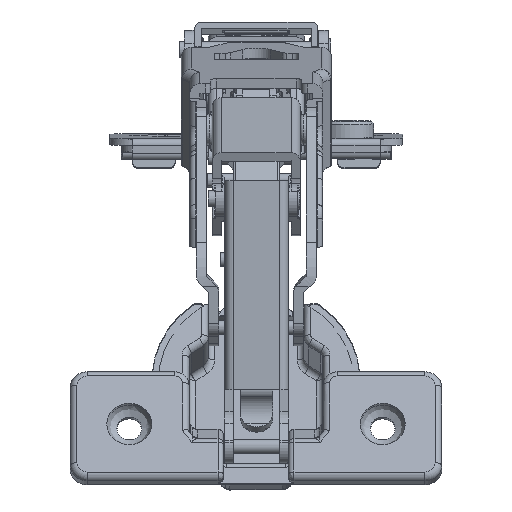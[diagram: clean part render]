
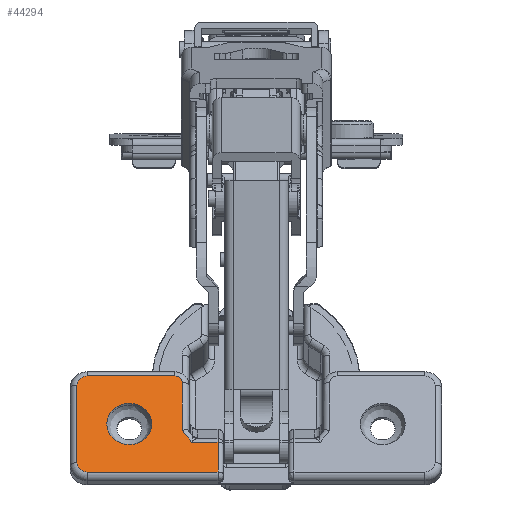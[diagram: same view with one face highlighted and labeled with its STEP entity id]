
A CAD part, top view. The second image highlights one B-rep face of the part: STEP entity #44294.
In plain terms, the highlighted face is planar.
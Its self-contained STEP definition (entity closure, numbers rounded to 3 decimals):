
#655=FACE_BOUND('',#8066,.T.);
#1326=PLANE('',#49125);
#5324=FACE_OUTER_BOUND('',#8065,.T.);
#8065=EDGE_LOOP('',(#37914,#37915,#37916,#37917,#37918,#37919,#37920,#37921,
#37922,#37923));
#8066=EDGE_LOOP('',(#37924));
#11178=LINE('',#87647,#14674);
#11179=LINE('',#87649,#14675);
#11180=LINE('',#87651,#14676);
#11181=LINE('',#87653,#14677);
#11182=LINE('',#87655,#14678);
#11183=LINE('',#87659,#14679);
#11184=LINE('',#87663,#14680);
#14674=VECTOR('',#59805,1000.);
#14675=VECTOR('',#59806,1000.);
#14676=VECTOR('',#59807,1000.);
#14677=VECTOR('',#59808,1000.);
#14678=VECTOR('',#59809,1000.);
#14679=VECTOR('',#59812,1000.);
#14680=VECTOR('',#59815,1000.);
#17714=CIRCLE('',#49061,4.);
#17754=CIRCLE('',#49126,1.3);
#17755=CIRCLE('',#49127,1.8);
#17756=CIRCLE('',#49128,1.8);
#21170=VERTEX_POINT('',#86678);
#21278=VERTEX_POINT('',#87645);
#21279=VERTEX_POINT('',#87646);
#21280=VERTEX_POINT('',#87648);
#21281=VERTEX_POINT('',#87650);
#21282=VERTEX_POINT('',#87652);
#21283=VERTEX_POINT('',#87654);
#21284=VERTEX_POINT('',#87656);
#21285=VERTEX_POINT('',#87658);
#21286=VERTEX_POINT('',#87660);
#21287=VERTEX_POINT('',#87662);
#26899=EDGE_CURVE('',#21170,#21170,#17714,.T.);
#27029=EDGE_CURVE('',#21278,#21279,#11178,.T.);
#27030=EDGE_CURVE('',#21279,#21280,#11179,.T.);
#27031=EDGE_CURVE('',#21280,#21281,#11180,.T.);
#27032=EDGE_CURVE('',#21281,#21282,#11181,.T.);
#27033=EDGE_CURVE('',#21282,#21283,#11182,.T.);
#27034=EDGE_CURVE('',#21283,#21284,#17754,.T.);
#27035=EDGE_CURVE('',#21284,#21285,#11183,.T.);
#27036=EDGE_CURVE('',#21285,#21286,#17755,.T.);
#27037=EDGE_CURVE('',#21286,#21287,#11184,.T.);
#27038=EDGE_CURVE('',#21287,#21278,#17756,.T.);
#37914=ORIENTED_EDGE('',*,*,#27029,.T.);
#37915=ORIENTED_EDGE('',*,*,#27030,.T.);
#37916=ORIENTED_EDGE('',*,*,#27031,.T.);
#37917=ORIENTED_EDGE('',*,*,#27032,.T.);
#37918=ORIENTED_EDGE('',*,*,#27033,.T.);
#37919=ORIENTED_EDGE('',*,*,#27034,.T.);
#37920=ORIENTED_EDGE('',*,*,#27035,.T.);
#37921=ORIENTED_EDGE('',*,*,#27036,.T.);
#37922=ORIENTED_EDGE('',*,*,#27037,.T.);
#37923=ORIENTED_EDGE('',*,*,#27038,.T.);
#37924=ORIENTED_EDGE('',*,*,#26899,.T.);
#44294=ADVANCED_FACE('',(#5324,#655),#1326,.T.);
#49061=AXIS2_PLACEMENT_3D('',#86679,#59623,#59624);
#49125=AXIS2_PLACEMENT_3D('',#87644,#59803,#59804);
#49126=AXIS2_PLACEMENT_3D('',#87657,#59810,#59811);
#49127=AXIS2_PLACEMENT_3D('',#87661,#59813,#59814);
#49128=AXIS2_PLACEMENT_3D('',#87664,#59816,#59817);
#59623=DIRECTION('center_axis',(0.,0.,-1.));
#59624=DIRECTION('ref_axis',(-1.,0.,0.));
#59803=DIRECTION('center_axis',(0.,0.,1.));
#59804=DIRECTION('ref_axis',(1.,0.,0.));
#59805=DIRECTION('',(1.,0.,0.));
#59806=DIRECTION('',(0.,1.,0.));
#59807=DIRECTION('',(-1.,0.,0.));
#59808=DIRECTION('',(-0.599,0.801,0.));
#59809=DIRECTION('',(0.,1.,0.));
#59810=DIRECTION('center_axis',(0.,0.,1.));
#59811=DIRECTION('ref_axis',(1.,0.,0.));
#59812=DIRECTION('',(-1.,0.,0.));
#59813=DIRECTION('center_axis',(0.,0.,1.));
#59814=DIRECTION('ref_axis',(1.,0.,0.));
#59815=DIRECTION('',(0.,-1.,0.));
#59816=DIRECTION('center_axis',(0.,0.,1.));
#59817=DIRECTION('ref_axis',(1.,0.,0.));
#86678=CARTESIAN_POINT('',(-18.499,-9.5,-53.343));
#86679=CARTESIAN_POINT('Origin',(-22.499,-9.5,-53.343));
#87644=CARTESIAN_POINT('Origin',(348.347,-22.042,-53.343));
#87645=CARTESIAN_POINT('',(-30.,-18.8,-53.343));
#87646=CARTESIAN_POINT('',(-6.75,-18.8,-53.343));
#87647=CARTESIAN_POINT('',(348.347,-18.8,-53.343));
#87648=CARTESIAN_POINT('',(-6.75,-13.039,-53.343));
#87649=CARTESIAN_POINT('',(-6.75,-13.039,-53.343));
#87650=CARTESIAN_POINT('',(-11.397,-13.039,-53.343));
#87651=CARTESIAN_POINT('',(-10.9,-13.039,-53.343));
#87652=CARTESIAN_POINT('',(-13.1,-10.76,-53.343));
#87653=CARTESIAN_POINT('',(-12.477,-11.594,-53.343));
#87654=CARTESIAN_POINT('',(-13.1,-1.5,-53.343));
#87655=CARTESIAN_POINT('',(-13.1,-1.5,-53.343));
#87656=CARTESIAN_POINT('',(-14.4,-0.2,-53.343));
#87657=CARTESIAN_POINT('Origin',(-14.4,-1.5,-53.343));
#87658=CARTESIAN_POINT('',(-30.,-0.2,-53.343));
#87659=CARTESIAN_POINT('',(348.347,-0.2,-53.343));
#87660=CARTESIAN_POINT('',(-31.8,-2.,-53.343));
#87661=CARTESIAN_POINT('Origin',(-30.,-2.,-53.343));
#87662=CARTESIAN_POINT('',(-31.8,-17.,-53.343));
#87663=CARTESIAN_POINT('',(-31.8,-22.042,-53.343));
#87664=CARTESIAN_POINT('Origin',(-30.,-17.,-53.343));
